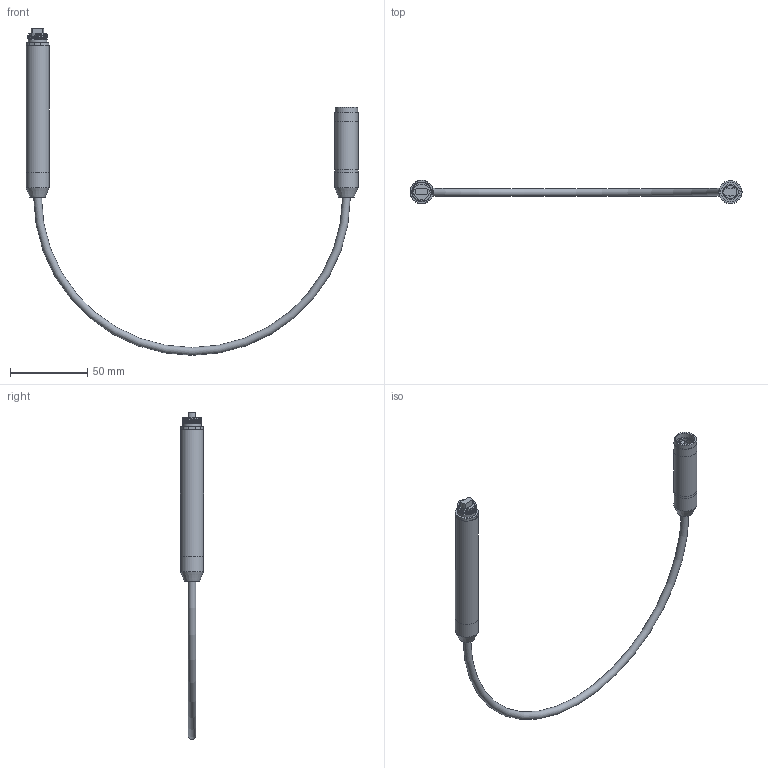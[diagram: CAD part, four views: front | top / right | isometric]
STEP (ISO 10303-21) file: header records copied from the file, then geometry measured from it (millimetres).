
FILE_DESCRIPTION(/* description */ (''),/* implementation_level */ '2;1');
FILE_NAME(/* name */ '3d_SENS-E2-0xA_APONE.step',/* time_stamp */ '2021-08-05T10:54:31+02:00',/* author */ (''),/* organization */ (''),/* preprocessor_version */ 'ST-DEVELOPER v18.1',/* originating_system */ 'Autodesk Translation Framework v10.9.0.1377',/* authorisation */ '');
FILE_SCHEMA (('AUTOMOTIVE_DESIGN { 1 0 10303 214 3 1 1 }'));
Length unit declared in the file: millimetre
Products named in the file (5): SENS-E2-0xA; Przewod; SENS-E2-0xA-F; SENS-E2-0xA-M; E2-xx
Assembly tree (4 placements, depth 3):
  SENS-E2-0xA
    Przewod
    SENS-E2-0xA-F
    SENS-E2-0xA-M
      E2-xx
Bounding box: 215 x 15 x 211.5 mm (x, y, z)
Volume: 33343.7 mm3; surface area: 16777.7 mm2
Topology: 12 solids, 12 shells, 103 faces, 214 edges, 141 vertices
Faces by surface type: plane 48, cylinder 46, bspline 6, cone 2, torus 1
Full cylindrical faces by diameter (mm): 8.5 x1, 10 x3, 10.526 x2, 11.59 x2, 12 x2, 12.203 x3, 12.5 x3, 12.591 x3, 14.5 x1, 15 x6
Entity records: 5107 total; most frequent: CARTESIAN_POINT 2786, DIRECTION 454, ORIENTED_EDGE 428, EDGE_CURVE 214, AXIS2_PLACEMENT_3D 183, VERTEX_POINT 141, EDGE_LOOP 113, FACE_OUTER_BOUND 103
